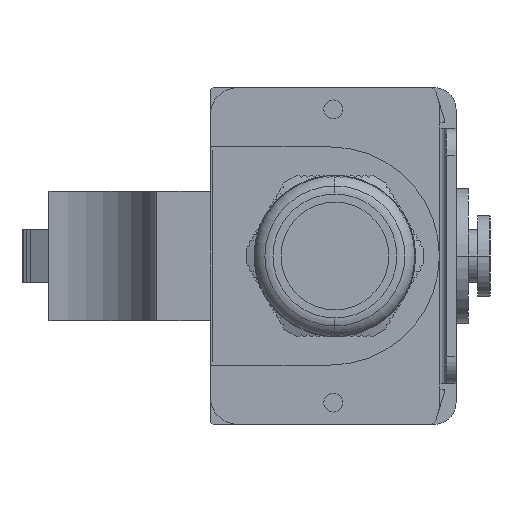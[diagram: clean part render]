
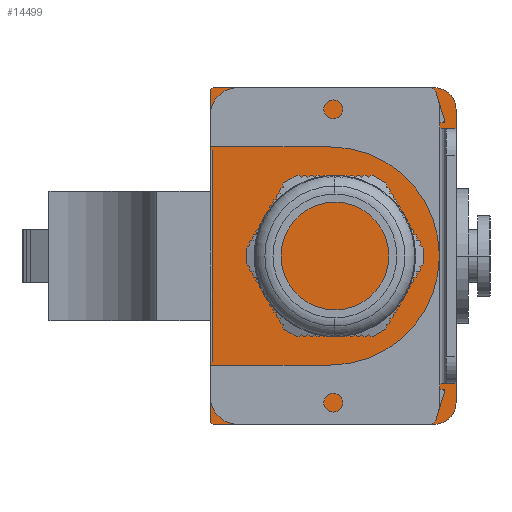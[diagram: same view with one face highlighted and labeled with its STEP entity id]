
A CAD part, left-side view. The second image highlights one B-rep face of the part: STEP entity #14499.
In plain terms, the highlighted planar face has unit normal (-1, 0, 0).
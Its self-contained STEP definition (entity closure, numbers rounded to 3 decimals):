
#1=DIRECTION('',(0.,-1.,0.));
#2=VECTOR('',#1,41.1);
#3=CARTESIAN_POINT('',(0.,45.1,31.25));
#4=LINE('',#3,#2);
#5=CARTESIAN_POINT('',(0.,4.,27.25));
#6=DIRECTION('',(1.,0.,0.));
#7=DIRECTION('',(0.,0.,1.));
#8=AXIS2_PLACEMENT_3D('',#5,#6,#7);
#10=DIRECTION('',(0.,0.,-1.));
#11=VECTOR('',#10,54.5);
#12=CARTESIAN_POINT('',(0.,0.,27.25));
#13=LINE('',#12,#11);
#14=CARTESIAN_POINT('',(0.,4.,-27.25));
#15=DIRECTION('',(1.,0.,0.));
#16=DIRECTION('',(0.,-1.,0.));
#17=AXIS2_PLACEMENT_3D('',#14,#15,#16);
#19=DIRECTION('',(0.,1.,0.));
#20=VECTOR('',#19,41.1);
#21=CARTESIAN_POINT('',(0.,4.,-31.25));
#22=LINE('',#21,#20);
#23=DIRECTION('',(0.,0.,1.));
#24=VECTOR('',#23,11.1);
#25=CARTESIAN_POINT('',(0.,45.6,-30.75));
#26=LINE('',#25,#24);
#27=DIRECTION('',(0.,-1.,0.));
#28=VECTOR('',#27,0.3);
#29=CARTESIAN_POINT('',(0.,45.6,-19.65));
#30=LINE('',#29,#28);
#31=DIRECTION('',(0.,0.,-1.));
#32=VECTOR('',#31,39.3);
#33=CARTESIAN_POINT('',(0.,45.3,19.65));
#34=LINE('',#33,#32);
#35=DIRECTION('',(0.,-1.,0.));
#36=VECTOR('',#35,0.3);
#37=CARTESIAN_POINT('',(0.,45.6,19.65));
#38=LINE('',#37,#36);
#39=DIRECTION('',(0.,0.,1.));
#40=VECTOR('',#39,11.1);
#41=CARTESIAN_POINT('',(0.,45.6,19.65));
#42=LINE('',#41,#40);
#56=CARTESIAN_POINT('',(0.,45.1,30.75));
#57=DIRECTION('',(-1.,0.,0.));
#58=DIRECTION('',(0.,0.,1.));
#59=AXIS2_PLACEMENT_3D('',#56,#57,#58);
#10034=CARTESIAN_POINT('',(0.,45.1,-30.75));
#10035=DIRECTION('',(-1.,0.,0.));
#10036=DIRECTION('',(0.,1.,0.));
#10037=AXIS2_PLACEMENT_3D('',#10034,#10035,#10036);
#11187=CARTESIAN_POINT('',(0.,4.,31.25));
#11188=CARTESIAN_POINT('',(0.,0.,27.25));
#11189=VERTEX_POINT('',#11187);
#11190=VERTEX_POINT('',#11188);
#11191=CARTESIAN_POINT('',(0.,0.,-27.25));
#11192=VERTEX_POINT('',#11191);
#11193=CARTESIAN_POINT('',(0.,4.,-31.25));
#11194=VERTEX_POINT('',#11193);
#11207=CARTESIAN_POINT('',(0.,45.3,19.65));
#11208=CARTESIAN_POINT('',(0.,45.3,-19.65));
#11209=VERTEX_POINT('',#11207);
#11210=VERTEX_POINT('',#11208);
#11211=CARTESIAN_POINT('',(0.,45.6,19.65));
#11212=VERTEX_POINT('',#11211);
#11213=CARTESIAN_POINT('',(0.,45.6,-19.65));
#11214=VERTEX_POINT('',#11213);
#11566=CARTESIAN_POINT('',(0.,45.6,30.75));
#11568=VERTEX_POINT('',#11566);
#11571=CARTESIAN_POINT('',(0.,45.1,31.25));
#11572=VERTEX_POINT('',#11571);
#11574=CARTESIAN_POINT('',(0.,45.1,-31.25));
#11576=VERTEX_POINT('',#11574);
#11579=CARTESIAN_POINT('',(0.,45.6,-30.75));
#11580=VERTEX_POINT('',#11579);
#14468=CARTESIAN_POINT('',(0.,0.,0.));
#14469=DIRECTION('',(1.,0.,0.));
#14470=DIRECTION('',(0.,0.,-1.));
#14471=AXIS2_PLACEMENT_3D('',#14468,#14469,#14470);
#14472=PLANE('',#14471);
#14474=ORIENTED_EDGE('',*,*,#14473,.F.);
#14476=ORIENTED_EDGE('',*,*,#14475,.T.);
#14478=ORIENTED_EDGE('',*,*,#14477,.T.);
#14480=ORIENTED_EDGE('',*,*,#14479,.T.);
#14482=ORIENTED_EDGE('',*,*,#14481,.T.);
#14484=ORIENTED_EDGE('',*,*,#14483,.T.);
#14486=ORIENTED_EDGE('',*,*,#14485,.F.);
#14488=ORIENTED_EDGE('',*,*,#14487,.T.);
#14490=ORIENTED_EDGE('',*,*,#14489,.T.);
#14492=ORIENTED_EDGE('',*,*,#14491,.F.);
#14494=ORIENTED_EDGE('',*,*,#14493,.F.);
#14496=ORIENTED_EDGE('',*,*,#14495,.T.);
#14497=EDGE_LOOP('',(#14474,#14476,#14478,#14480,#14482,#14484,#14486,#14488,
#14490,#14492,#14494,#14496));
#14498=FACE_OUTER_BOUND('',#14497,.F.);
#14499=ADVANCED_FACE('',(#14498),#14472,.F.);
#9=CIRCLE('',#8,4.);
#18=CIRCLE('',#17,4.);
#60=CIRCLE('',#59,0.5);
#10038=CIRCLE('',#10037,0.5);
#14473=EDGE_CURVE('',#11572,#11568,#60,.T.);
#14475=EDGE_CURVE('',#11572,#11189,#4,.T.);
#14477=EDGE_CURVE('',#11189,#11190,#9,.T.);
#14479=EDGE_CURVE('',#11190,#11192,#13,.T.);
#14481=EDGE_CURVE('',#11192,#11194,#18,.T.);
#14483=EDGE_CURVE('',#11194,#11576,#22,.T.);
#14485=EDGE_CURVE('',#11580,#11576,#10038,.T.);
#14487=EDGE_CURVE('',#11580,#11214,#26,.T.);
#14489=EDGE_CURVE('',#11214,#11210,#30,.T.);
#14491=EDGE_CURVE('',#11209,#11210,#34,.T.);
#14493=EDGE_CURVE('',#11212,#11209,#38,.T.);
#14495=EDGE_CURVE('',#11212,#11568,#42,.T.);
